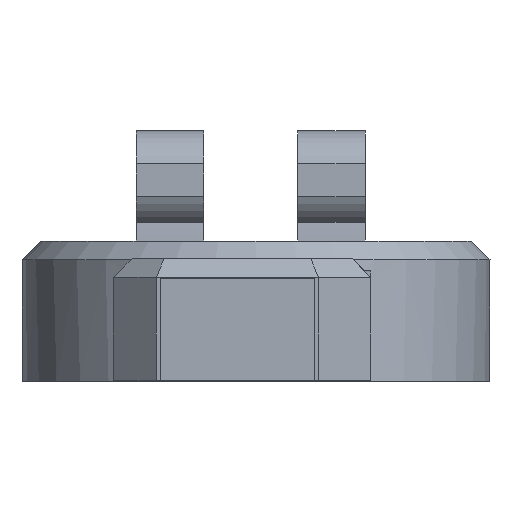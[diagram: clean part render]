
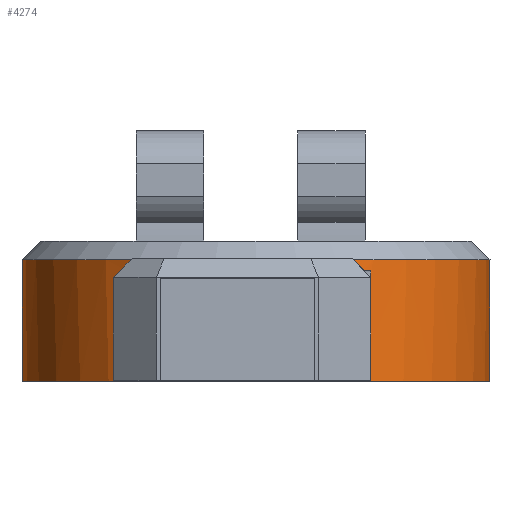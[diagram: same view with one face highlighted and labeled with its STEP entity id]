
A CAD part, front view. The second image highlights one B-rep face of the part: STEP entity #4274.
In plain terms, the highlighted cylindrical face has radius 12.5 mm (diameter 25 mm), a full revolution.
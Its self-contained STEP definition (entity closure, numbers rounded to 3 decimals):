
#221=B_SPLINE_CURVE_WITH_KNOTS('',3,(#6119,#6120,#6121,#6122,#6123,#6124,
#6125),.UNSPECIFIED.,.F.,.F.,(4,3,4),(3.112,3.187,
3.253),.UNSPECIFIED.);
#222=B_SPLINE_CURVE_WITH_KNOTS('',3,(#6127,#6128,#6129,#6130,#6131,#6132),
 .UNSPECIFIED.,.F.,.F.,(4,2,4),(2.643,2.71,2.717),
 .UNSPECIFIED.);
#223=B_SPLINE_CURVE_WITH_KNOTS('',3,(#6148,#6149,#6150,#6151),
 .UNSPECIFIED.,.F.,.F.,(4,4),(0.393,0.467),
 .UNSPECIFIED.);
#224=B_SPLINE_CURVE_WITH_KNOTS('',3,(#6153,#6154,#6155,#6156,#6157,#6158,
#6159),.UNSPECIFIED.,.F.,.F.,(4,3,4),(2.247,2.313,
2.388),.UNSPECIFIED.);
#248=LINE('',#6113,#707);
#249=LINE('',#6115,#708);
#250=LINE('',#6134,#709);
#251=LINE('',#6146,#710);
#252=LINE('',#6163,#711);
#253=LINE('',#6164,#712);
#707=VECTOR('',#4904,10.);
#708=VECTOR('',#4905,10.);
#709=VECTOR('',#4908,10.);
#710=VECTOR('',#4919,10.);
#711=VECTOR('',#4922,10.);
#712=VECTOR('',#4923,10.);
#1166=CYLINDRICAL_SURFACE('',#4519,12.5);
#1224=FACE_BOUND('',#1505,.T.);
#1267=FACE_OUTER_BOUND('',#1504,.T.);
#1504=EDGE_LOOP('',(#2994,#2995,#2996,#2997,#2998,#2999,#3000,#3001,#3002,
#3003,#3004,#3005,#3006,#3007,#3008,#3009,#3010,#3011));
#1505=EDGE_LOOP('',(#3012));
#1781=CIRCLE('',#4517,12.5);
#1783=CIRCLE('',#4520,12.5);
#1784=CIRCLE('',#4521,12.5);
#1785=CIRCLE('',#4522,4.613);
#1786=CIRCLE('',#4523,12.5);
#1787=CIRCLE('',#4524,12.5);
#1788=CIRCLE('',#4525,12.5);
#1789=CIRCLE('',#4526,4.613);
#1790=CIRCLE('',#4527,12.5);
#1921=VERTEX_POINT('',#6104);
#1923=VERTEX_POINT('',#6109);
#1924=VERTEX_POINT('',#6110);
#1925=VERTEX_POINT('',#6112);
#1926=VERTEX_POINT('',#6114);
#1927=VERTEX_POINT('',#6116);
#1928=VERTEX_POINT('',#6118);
#1929=VERTEX_POINT('',#6126);
#1930=VERTEX_POINT('',#6133);
#1931=VERTEX_POINT('',#6135);
#1932=VERTEX_POINT('',#6137);
#1933=VERTEX_POINT('',#6139);
#1934=VERTEX_POINT('',#6141);
#1935=VERTEX_POINT('',#6143);
#1936=VERTEX_POINT('',#6145);
#1937=VERTEX_POINT('',#6147);
#1938=VERTEX_POINT('',#6152);
#1939=VERTEX_POINT('',#6160);
#1940=VERTEX_POINT('',#6162);
#2352=EDGE_CURVE('',#1921,#1921,#1781,.T.);
#2354=EDGE_CURVE('',#1923,#1924,#1783,.T.);
#2355=EDGE_CURVE('',#1925,#1924,#248,.T.);
#2356=EDGE_CURVE('',#1926,#1925,#249,.T.);
#2357=EDGE_CURVE('',#1927,#1926,#1784,.T.);
#2358=EDGE_CURVE('',#1928,#1927,#221,.T.);
#2359=EDGE_CURVE('',#1928,#1929,#222,.T.);
#2360=EDGE_CURVE('',#1930,#1929,#250,.F.);
#2361=EDGE_CURVE('',#1931,#1930,#1785,.T.);
#2362=EDGE_CURVE('',#1932,#1931,#1786,.T.);
#2363=EDGE_CURVE('',#1933,#1932,#1787,.T.);
#2364=EDGE_CURVE('',#1934,#1933,#1788,.T.);
#2365=EDGE_CURVE('',#1934,#1935,#1789,.F.);
#2366=EDGE_CURVE('',#1936,#1935,#251,.T.);
#2367=EDGE_CURVE('',#1937,#1936,#223,.T.);
#2368=EDGE_CURVE('',#1938,#1937,#224,.T.);
#2369=EDGE_CURVE('',#1939,#1938,#1790,.T.);
#2370=EDGE_CURVE('',#1940,#1939,#252,.F.);
#2371=EDGE_CURVE('',#1923,#1940,#253,.F.);
#2994=ORIENTED_EDGE('',*,*,#2354,.T.);
#2995=ORIENTED_EDGE('',*,*,#2355,.F.);
#2996=ORIENTED_EDGE('',*,*,#2356,.F.);
#2997=ORIENTED_EDGE('',*,*,#2357,.F.);
#2998=ORIENTED_EDGE('',*,*,#2358,.F.);
#2999=ORIENTED_EDGE('',*,*,#2359,.T.);
#3000=ORIENTED_EDGE('',*,*,#2360,.F.);
#3001=ORIENTED_EDGE('',*,*,#2361,.F.);
#3002=ORIENTED_EDGE('',*,*,#2362,.F.);
#3003=ORIENTED_EDGE('',*,*,#2363,.F.);
#3004=ORIENTED_EDGE('',*,*,#2364,.F.);
#3005=ORIENTED_EDGE('',*,*,#2365,.T.);
#3006=ORIENTED_EDGE('',*,*,#2366,.F.);
#3007=ORIENTED_EDGE('',*,*,#2367,.F.);
#3008=ORIENTED_EDGE('',*,*,#2368,.F.);
#3009=ORIENTED_EDGE('',*,*,#2369,.F.);
#3010=ORIENTED_EDGE('',*,*,#2370,.F.);
#3011=ORIENTED_EDGE('',*,*,#2371,.F.);
#3012=ORIENTED_EDGE('',*,*,#2352,.F.);
#4274=ADVANCED_FACE('',(#1267,#1224),#1166,.T.);
#4517=AXIS2_PLACEMENT_3D('',#6105,#4896,#4897);
#4519=AXIS2_PLACEMENT_3D('',#6108,#4900,#4901);
#4520=AXIS2_PLACEMENT_3D('',#6111,#4902,#4903);
#4521=AXIS2_PLACEMENT_3D('',#6117,#4906,#4907);
#4522=AXIS2_PLACEMENT_3D('',#6136,#4909,#4910);
#4523=AXIS2_PLACEMENT_3D('',#6138,#4911,#4912);
#4524=AXIS2_PLACEMENT_3D('',#6140,#4913,#4914);
#4525=AXIS2_PLACEMENT_3D('',#6142,#4915,#4916);
#4526=AXIS2_PLACEMENT_3D('',#6144,#4917,#4918);
#4527=AXIS2_PLACEMENT_3D('',#6161,#4920,#4921);
#4896=DIRECTION('center_axis',(0.,1.,0.));
#4897=DIRECTION('ref_axis',(0.,0.,-1.));
#4900=DIRECTION('center_axis',(0.,-1.,0.));
#4901=DIRECTION('ref_axis',(0.,0.,1.));
#4902=DIRECTION('center_axis',(0.,1.,0.));
#4903=DIRECTION('ref_axis',(0.,0.,1.));
#4904=DIRECTION('',(0.,-1.,0.));
#4905=DIRECTION('',(0.,-1.,0.));
#4906=DIRECTION('center_axis',(0.,-1.,0.));
#4907=DIRECTION('ref_axis',(0.,0.,1.));
#4908=DIRECTION('',(0.,-1.,0.));
#4909=DIRECTION('center_axis',(-0.176,-0.367,0.913));
#4910=DIRECTION('ref_axis',(-0.181,0.924,0.337));
#4911=DIRECTION('center_axis',(0.,-1.,0.));
#4912=DIRECTION('ref_axis',(0.,0.,1.));
#4913=DIRECTION('center_axis',(0.,-1.,0.));
#4914=DIRECTION('ref_axis',(0.,0.,1.));
#4915=DIRECTION('center_axis',(0.,-1.,0.));
#4916=DIRECTION('ref_axis',(0.,0.,1.));
#4917=DIRECTION('center_axis',(0.176,-0.367,0.913));
#4918=DIRECTION('ref_axis',(0.069,0.93,0.361));
#4919=DIRECTION('',(0.,-1.,0.));
#4920=DIRECTION('center_axis',(0.,-1.,0.));
#4921=DIRECTION('ref_axis',(0.,0.,1.));
#4922=DIRECTION('',(0.,-1.,0.));
#4923=DIRECTION('',(0.,-1.,0.));
#6104=CARTESIAN_POINT('',(-3.875,6.5,-100.));
#6105=CARTESIAN_POINT('Origin',(-3.875,6.5,-112.5));
#6108=CARTESIAN_POINT('Origin',(-3.875,4.5,-112.5));
#6109=CARTESIAN_POINT('',(2.25,0.,-101.603));
#6110=CARTESIAN_POINT('',(-10.,0.,-101.603));
#6111=CARTESIAN_POINT('Origin',(-3.875,0.,-112.5));
#6112=CARTESIAN_POINT('',(-10.,1.991,-101.603));
#6113=CARTESIAN_POINT('',(-10.,4.5,-101.603));
#6114=CARTESIAN_POINT('',(-10.,5.5,-101.603));
#6115=CARTESIAN_POINT('',(-10.,4.5,-101.603));
#6116=CARTESIAN_POINT('',(-8.878,5.5,-101.045));
#6117=CARTESIAN_POINT('Origin',(-3.875,5.5,-112.5));
#6118=CARTESIAN_POINT('',(-7.516,5.507,-100.542));
#6119=CARTESIAN_POINT('Ctrl Pts',(-7.516,5.507,-100.542));
#6120=CARTESIAN_POINT('Ctrl Pts',(-7.763,5.505,-100.617));
#6121=CARTESIAN_POINT('Ctrl Pts',(-8.008,5.503,-100.7));
#6122=CARTESIAN_POINT('Ctrl Pts',(-8.25,5.502,-100.791));
#6123=CARTESIAN_POINT('Ctrl Pts',(-8.461,5.501,-100.87));
#6124=CARTESIAN_POINT('Ctrl Pts',(-8.671,5.5,-100.954));
#6125=CARTESIAN_POINT('Ctrl Pts',(-8.878,5.5,-101.045));
#6126=CARTESIAN_POINT('',(-6.75,5.499,-100.335));
#6127=CARTESIAN_POINT('Ctrl Pts',(-7.516,5.507,-100.542));
#6128=CARTESIAN_POINT('Ctrl Pts',(-7.29,5.509,-100.473));
#6129=CARTESIAN_POINT('Ctrl Pts',(-7.061,5.506,-100.411));
#6130=CARTESIAN_POINT('Ctrl Pts',(-6.803,5.5,-100.348));
#6131=CARTESIAN_POINT('Ctrl Pts',(-6.777,5.499,-100.341));
#6132=CARTESIAN_POINT('Ctrl Pts',(-6.75,5.499,-100.335));
#6133=CARTESIAN_POINT('',(-6.75,4.465,-100.335));
#6134=CARTESIAN_POINT('',(-6.75,4.5,-100.335));
#6135=CARTESIAN_POINT('',(-6.235,4.493,-100.225));
#6136=CARTESIAN_POINT('Origin',(-5.915,0.202,-101.888));
#6137=CARTESIAN_POINT('',(-6.,4.493,-100.182));
#6138=CARTESIAN_POINT('Origin',(-3.875,4.493,-112.5));
#6139=CARTESIAN_POINT('',(-1.75,4.493,-100.182));
#6140=CARTESIAN_POINT('Origin',(-3.875,4.493,-112.5));
#6141=CARTESIAN_POINT('',(-1.515,4.493,-100.225));
#6142=CARTESIAN_POINT('Origin',(-3.875,4.493,-112.5));
#6143=CARTESIAN_POINT('',(-1.,4.465,-100.335));
#6144=CARTESIAN_POINT('Origin',(-1.835,0.202,-101.888));
#6145=CARTESIAN_POINT('',(-1.,5.499,-100.335));
#6146=CARTESIAN_POINT('',(-1.,4.5,-100.335));
#6147=CARTESIAN_POINT('',(-0.234,5.507,-100.542));
#6148=CARTESIAN_POINT('Ctrl Pts',(-0.234,5.507,-100.542));
#6149=CARTESIAN_POINT('Ctrl Pts',(-0.484,5.509,-100.466));
#6150=CARTESIAN_POINT('Ctrl Pts',(-0.74,5.505,-100.397));
#6151=CARTESIAN_POINT('Ctrl Pts',(-1.,5.499,-100.335));
#6152=CARTESIAN_POINT('',(1.128,5.5,-101.045));
#6153=CARTESIAN_POINT('Ctrl Pts',(1.128,5.5,-101.045));
#6154=CARTESIAN_POINT('Ctrl Pts',(0.921,5.5,-100.954));
#6155=CARTESIAN_POINT('Ctrl Pts',(0.711,5.501,-100.87));
#6156=CARTESIAN_POINT('Ctrl Pts',(0.5,5.502,-100.791));
#6157=CARTESIAN_POINT('Ctrl Pts',(0.258,5.503,-100.7));
#6158=CARTESIAN_POINT('Ctrl Pts',(0.013,5.505,-100.617));
#6159=CARTESIAN_POINT('Ctrl Pts',(-0.234,5.507,-100.542));
#6160=CARTESIAN_POINT('',(2.25,5.5,-101.603));
#6161=CARTESIAN_POINT('Origin',(-3.875,5.5,-112.5));
#6162=CARTESIAN_POINT('',(2.25,1.991,-101.603));
#6163=CARTESIAN_POINT('',(2.25,4.5,-101.603));
#6164=CARTESIAN_POINT('',(2.25,4.5,-101.603));
